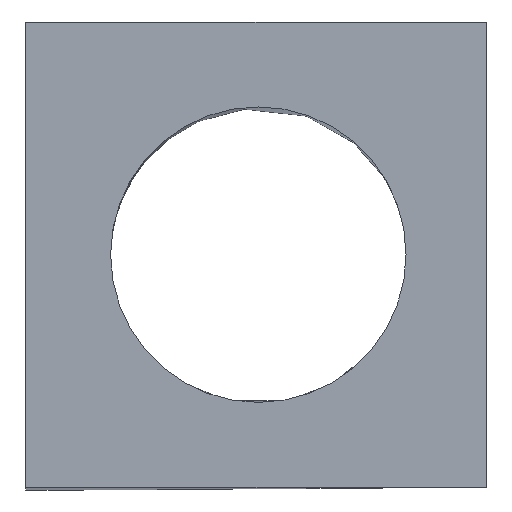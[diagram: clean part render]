
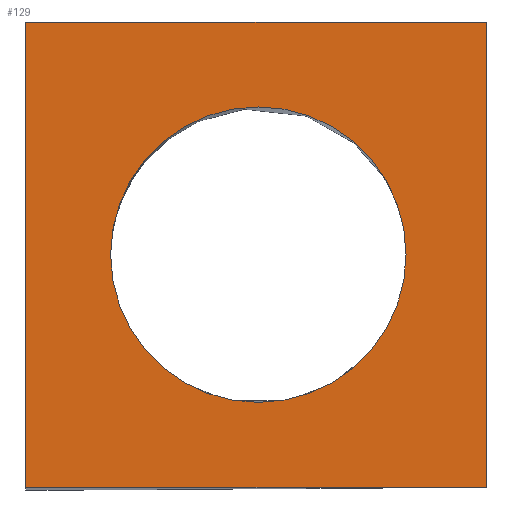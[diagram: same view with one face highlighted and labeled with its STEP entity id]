
A CAD part, top view. The second image highlights one B-rep face of the part: STEP entity #129.
In plain terms, the highlighted planar face has unit normal (0, 0, 1).
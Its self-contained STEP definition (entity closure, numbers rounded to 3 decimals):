
#15=CIRCLE('',#151,25.4);
#18=FACE_BOUND('',#35,.T.);
#26=FACE_OUTER_BOUND('',#34,.T.);
#34=EDGE_LOOP('',(#112,#113,#114,#115));
#35=EDGE_LOOP('',(#116));
#39=LINE('',#195,#52);
#42=LINE('',#203,#55);
#45=LINE('',#210,#58);
#47=LINE('',#213,#60);
#52=VECTOR('',#160,10.);
#55=VECTOR('',#167,10.);
#58=VECTOR('',#174,10.);
#60=VECTOR('',#178,10.);
#63=VERTEX_POINT('',#189);
#65=VERTEX_POINT('',#193);
#68=VERTEX_POINT('',#201);
#70=VERTEX_POINT('',#209);
#71=VERTEX_POINT('',#215);
#75=EDGE_CURVE('',#63,#65,#39,.T.);
#79=EDGE_CURVE('',#68,#65,#42,.T.);
#82=EDGE_CURVE('',#70,#68,#45,.T.);
#84=EDGE_CURVE('',#63,#70,#47,.T.);
#85=EDGE_CURVE('',#71,#71,#15,.T.);
#112=ORIENTED_EDGE('',*,*,#75,.T.);
#113=ORIENTED_EDGE('',*,*,#79,.F.);
#114=ORIENTED_EDGE('',*,*,#82,.F.);
#115=ORIENTED_EDGE('',*,*,#84,.F.);
#116=ORIENTED_EDGE('',*,*,#85,.T.);
#122=PLANE('',#152);
#129=ADVANCED_FACE('',(#26,#18),#122,.F.);
#151=AXIS2_PLACEMENT_3D('',#216,#181,#182);
#152=AXIS2_PLACEMENT_3D('',#218,#184,#185);
#160=DIRECTION('',(0.,1.,0.));
#167=DIRECTION('',(1.,0.,0.));
#174=DIRECTION('',(0.,1.,0.));
#178=DIRECTION('',(-1.,0.,0.));
#181=DIRECTION('center_axis',(0.,0.,-1.));
#182=DIRECTION('ref_axis',(-1.,0.,0.));
#184=DIRECTION('center_axis',(0.,0.,-1.));
#185=DIRECTION('ref_axis',(-1.,0.,0.));
#189=CARTESIAN_POINT('',(39.198,-40.,150.));
#193=CARTESIAN_POINT('',(39.198,40.,150.));
#195=CARTESIAN_POINT('',(39.198,1.255,150.));
#201=CARTESIAN_POINT('',(-40.,40.,150.));
#203=CARTESIAN_POINT('',(-40.,40.,150.));
#209=CARTESIAN_POINT('',(-40.,-40.,150.));
#210=CARTESIAN_POINT('',(-40.,-40.,150.));
#213=CARTESIAN_POINT('',(40.,-40.,150.));
#215=CARTESIAN_POINT('',(25.4,0.,150.));
#216=CARTESIAN_POINT('Origin',(0.,0.,150.));
#218=CARTESIAN_POINT('Origin',(0.,0.,150.));
